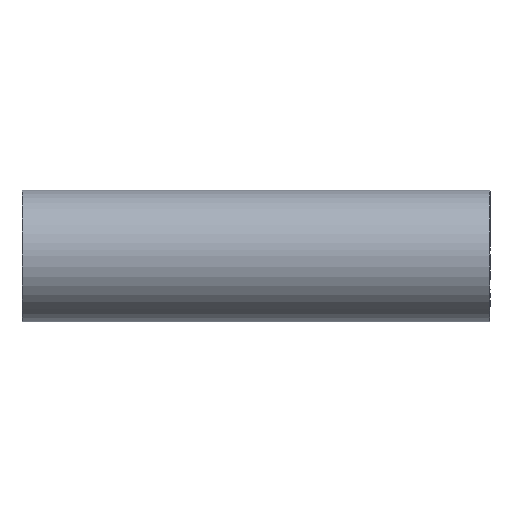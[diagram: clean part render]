
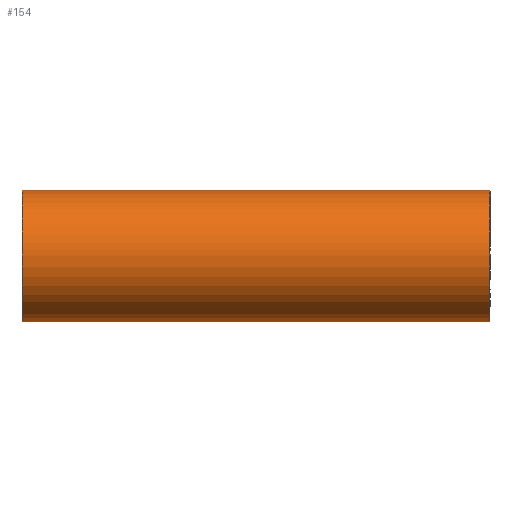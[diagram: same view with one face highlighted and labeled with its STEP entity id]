
A CAD part, front view. The second image highlights one B-rep face of the part: STEP entity #154.
In plain terms, the highlighted free-form (B-spline) face has degree [2, 1] with [9, 2] control points.
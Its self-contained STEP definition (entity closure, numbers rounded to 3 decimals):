
#154=ADVANCED_FACE('',(#202),#840,.T.);
#202=FACE_OUTER_BOUND('',#256,.T.);
#256=EDGE_LOOP('',(#467,#468,#469,#470,#471,#472));
#467=ORIENTED_EDGE('',*,*,#591,.F.);
#468=ORIENTED_EDGE('',*,*,#596,.F.);
#469=ORIENTED_EDGE('',*,*,#594,.F.);
#470=ORIENTED_EDGE('',*,*,#590,.T.);
#471=ORIENTED_EDGE('',*,*,#595,.T.);
#472=ORIENTED_EDGE('',*,*,#593,.F.);
#590=EDGE_CURVE('',#786,#791,#704,.T.);
#591=EDGE_CURVE('',#789,#787,#705,.T.);
#593=EDGE_CURVE('',#787,#785,#623,.T.);
#594=EDGE_CURVE('',#786,#788,#624,.T.);
#595=EDGE_CURVE('',#791,#785,#707,.T.);
#596=EDGE_CURVE('',#788,#789,#708,.T.);
#623=B_SPLINE_CURVE_WITH_KNOTS('',1,(#1867,#1868),.UNSPECIFIED.,.F.,.F.,
(2,2),(0.,65.1),.UNSPECIFIED.);
#624=B_SPLINE_CURVE_WITH_KNOTS('',1,(#1869,#1870),.UNSPECIFIED.,.F.,.F.,
(2,2),(6.63,71.73),.UNSPECIFIED.);
#704=(
BOUNDED_CURVE()
B_SPLINE_CURVE(2,(#1856,#1857,#1858),.UNSPECIFIED.,.F.,.F.)
B_SPLINE_CURVE_WITH_KNOTS((3,3),(14.373,28.746),
 .UNSPECIFIED.)
CURVE()
GEOMETRIC_REPRESENTATION_ITEM()
RATIONAL_B_SPLINE_CURVE((1.,0.707,1.))
REPRESENTATION_ITEM('')
);
#705=(
BOUNDED_CURVE()
B_SPLINE_CURVE(2,(#1859,#1860,#1861,#1862,#1863),.UNSPECIFIED.,.F.,.F.)
B_SPLINE_CURVE_WITH_KNOTS((3,2,3),(28.746,43.118,57.491),
 .UNSPECIFIED.)
CURVE()
GEOMETRIC_REPRESENTATION_ITEM()
RATIONAL_B_SPLINE_CURVE((1.,0.707,1.,0.707,1.))
REPRESENTATION_ITEM('')
);
#707=(
BOUNDED_CURVE()
B_SPLINE_CURVE(2,(#1871,#1872,#1873,#1874,#1875),.UNSPECIFIED.,.F.,.F.)
B_SPLINE_CURVE_WITH_KNOTS((3,2,3),(28.746,43.118,57.491),
 .UNSPECIFIED.)
CURVE()
GEOMETRIC_REPRESENTATION_ITEM()
RATIONAL_B_SPLINE_CURVE((1.,0.707,1.,0.707,1.))
REPRESENTATION_ITEM('')
);
#708=(
BOUNDED_CURVE()
B_SPLINE_CURVE(2,(#1876,#1877,#1878),.UNSPECIFIED.,.F.,.F.)
B_SPLINE_CURVE_WITH_KNOTS((3,3),(14.373,28.746),
 .UNSPECIFIED.)
CURVE()
GEOMETRIC_REPRESENTATION_ITEM()
RATIONAL_B_SPLINE_CURVE((1.,0.707,1.))
REPRESENTATION_ITEM('')
);
#785=VERTEX_POINT('',#1793);
#786=VERTEX_POINT('',#1794);
#787=VERTEX_POINT('',#1795);
#788=VERTEX_POINT('',#1796);
#789=VERTEX_POINT('',#1797);
#791=VERTEX_POINT('',#1799);
#840=(
BOUNDED_SURFACE()
B_SPLINE_SURFACE(2,1,((#1763,#1764),(#1765,#1766),(#1767,#1768),(#1769,
#1770),(#1771,#1772),(#1773,#1774),(#1775,#1776),(#1777,#1778),(#1779,#1780)),
 .UNSPECIFIED.,.T.,.F.,.F.)
B_SPLINE_SURFACE_WITH_KNOTS((3,2,2,2,3),(2,2),(0.,1.571,3.142,
4.712,6.283),(0.,78.36),.UNSPECIFIED.)
GEOMETRIC_REPRESENTATION_ITEM()
RATIONAL_B_SPLINE_SURFACE(((1.,1.),(0.707,0.707),
(1.,1.),(0.707,0.707),(1.,1.),(0.707,
0.707),(1.,1.),(0.707,0.707),(1.,1.)))
REPRESENTATION_ITEM('')
SURFACE()
);
#1763=CARTESIAN_POINT('',(-0.73,10.5,18.3));
#1764=CARTESIAN_POINT('',(77.63,10.5,18.3));
#1765=CARTESIAN_POINT('',(-0.73,1.35,18.3));
#1766=CARTESIAN_POINT('',(77.63,1.35,18.3));
#1767=CARTESIAN_POINT('',(-0.73,1.35,9.15));
#1768=CARTESIAN_POINT('',(77.63,1.35,9.15));
#1769=CARTESIAN_POINT('',(-0.73,1.35,0.));
#1770=CARTESIAN_POINT('',(77.63,1.35,0.));
#1771=CARTESIAN_POINT('',(-0.73,10.5,0.));
#1772=CARTESIAN_POINT('',(77.63,10.5,0.));
#1773=CARTESIAN_POINT('',(-0.73,19.65,0.));
#1774=CARTESIAN_POINT('',(77.63,19.65,0.));
#1775=CARTESIAN_POINT('',(-0.73,19.65,9.15));
#1776=CARTESIAN_POINT('',(77.63,19.65,9.15));
#1777=CARTESIAN_POINT('',(-0.73,19.65,18.3));
#1778=CARTESIAN_POINT('',(77.63,19.65,18.3));
#1779=CARTESIAN_POINT('',(-0.73,10.5,18.3));
#1780=CARTESIAN_POINT('',(77.63,10.5,18.3));
#1793=CARTESIAN_POINT('',(5.9,19.65,9.15));
#1794=CARTESIAN_POINT('',(5.9,10.5,18.3));
#1795=CARTESIAN_POINT('',(71.,19.65,9.15));
#1796=CARTESIAN_POINT('',(71.,10.5,18.3));
#1797=CARTESIAN_POINT('',(71.,1.35,9.15));
#1799=CARTESIAN_POINT('',(5.9,1.35,9.15));
#1856=CARTESIAN_POINT('',(5.9,10.5,18.3));
#1857=CARTESIAN_POINT('',(5.9,1.35,18.3));
#1858=CARTESIAN_POINT('',(5.9,1.35,9.15));
#1859=CARTESIAN_POINT('',(71.,1.35,9.15));
#1860=CARTESIAN_POINT('',(71.,1.35,0.));
#1861=CARTESIAN_POINT('',(71.,10.5,0.));
#1862=CARTESIAN_POINT('',(71.,19.65,0.));
#1863=CARTESIAN_POINT('',(71.,19.65,9.15));
#1867=CARTESIAN_POINT('',(71.,19.65,9.15));
#1868=CARTESIAN_POINT('',(5.9,19.65,9.15));
#1869=CARTESIAN_POINT('',(5.9,10.5,18.3));
#1870=CARTESIAN_POINT('',(71.,10.5,18.3));
#1871=CARTESIAN_POINT('',(5.9,1.35,9.15));
#1872=CARTESIAN_POINT('',(5.9,1.35,0.));
#1873=CARTESIAN_POINT('',(5.9,10.5,0.));
#1874=CARTESIAN_POINT('',(5.9,19.65,0.));
#1875=CARTESIAN_POINT('',(5.9,19.65,9.15));
#1876=CARTESIAN_POINT('',(71.,10.5,18.3));
#1877=CARTESIAN_POINT('',(71.,1.35,18.3));
#1878=CARTESIAN_POINT('',(71.,1.35,9.15));
